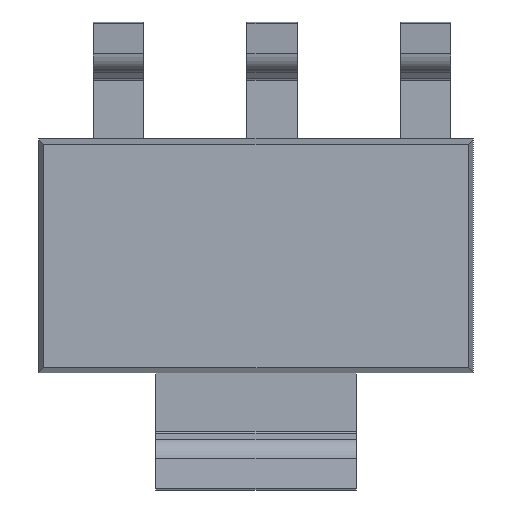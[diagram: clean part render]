
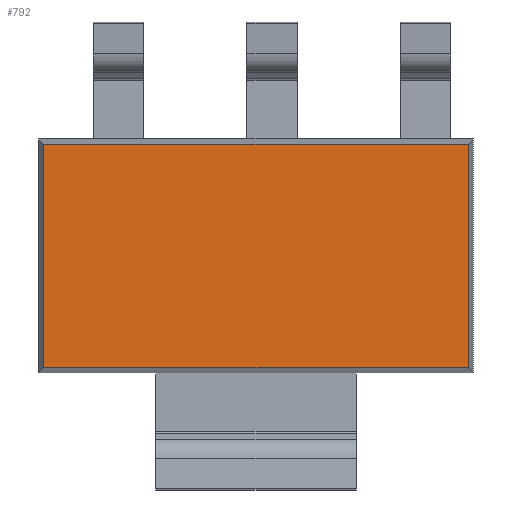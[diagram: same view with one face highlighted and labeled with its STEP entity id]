
A CAD part, front view. The second image highlights one B-rep face of the part: STEP entity #792.
In plain terms, the highlighted planar face has unit normal (0, -1, 0).
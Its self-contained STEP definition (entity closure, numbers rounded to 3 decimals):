
#27 = VECTOR ( 'NONE', #1400, 1000. ) ;
#43 = CARTESIAN_POINT ( 'NONE',  ( -3.25, 0.1, -1.675 ) ) ;
#211 = DIRECTION ( 'NONE',  ( 1., 0., 0. ) ) ;
#370 = EDGE_CURVE ( 'NONE', #957, #2109, #1834, .T. ) ;
#450 = VERTEX_POINT ( 'NONE', #796 ) ;
#463 = VECTOR ( 'NONE', #1134, 1000. ) ;
#503 = CARTESIAN_POINT ( 'NONE',  ( 3.175, 0.1, -1.75 ) ) ;
#537 = CARTESIAN_POINT ( 'NONE',  ( -3.175, 0.1, 1.75 ) ) ;
#552 = ORIENTED_EDGE ( 'NONE', *, *, #370, .T. ) ;
#604 = CARTESIAN_POINT ( 'NONE',  ( 3.175, 0.1, -1.675 ) ) ;
#701 = DIRECTION ( 'NONE',  ( 0., 0., -1. ) ) ;
#744 = LINE ( 'NONE', #899, #27 ) ;
#792 = ADVANCED_FACE ( 'NONE', ( #873 ), #895, .T. ) ;
#796 = CARTESIAN_POINT ( 'NONE',  ( -3.175, 0.1, 1.675 ) ) ;
#873 = FACE_OUTER_BOUND ( 'NONE', #1185, .T. ) ;
#895 = PLANE ( 'NONE',  #1996 ) ;
#899 = CARTESIAN_POINT ( 'NONE',  ( 3.25, 0.1, 1.675 ) ) ;
#931 = ORIENTED_EDGE ( 'NONE', *, *, #1447, .T. ) ;
#957 = VERTEX_POINT ( 'NONE', #604 ) ;
#969 = VECTOR ( 'NONE', #211, 1000. ) ;
#1134 = DIRECTION ( 'NONE',  ( 0., 0., 1. ) ) ;
#1185 = EDGE_LOOP ( 'NONE', ( #2103, #552, #931, #2084 ) ) ;
#1189 = EDGE_CURVE ( 'NONE', #2000, #957, #1415, .T. ) ;
#1212 = CARTESIAN_POINT ( 'NONE',  ( 0., 0.1, 0. ) ) ;
#1400 = DIRECTION ( 'NONE',  ( -1., 0., 0. ) ) ;
#1415 = LINE ( 'NONE', #43, #969 ) ;
#1447 = EDGE_CURVE ( 'NONE', #2109, #450, #744, .T. ) ;
#1541 = DIRECTION ( 'NONE',  ( 0., -1., 0. ) ) ;
#1589 = CARTESIAN_POINT ( 'NONE',  ( 3.175, 0.1, 1.675 ) ) ;
#1799 = EDGE_CURVE ( 'NONE', #450, #2000, #2140, .T. ) ;
#1834 = LINE ( 'NONE', #503, #463 ) ;
#1888 = CARTESIAN_POINT ( 'NONE',  ( -3.175, 0.1, -1.675 ) ) ;
#1996 = AXIS2_PLACEMENT_3D ( 'NONE', #1212, #1541, #701 ) ;
#2000 = VERTEX_POINT ( 'NONE', #1888 ) ;
#2018 = DIRECTION ( 'NONE',  ( 0., 0., -1. ) ) ;
#2032 = VECTOR ( 'NONE', #2018, 1000. ) ;
#2084 = ORIENTED_EDGE ( 'NONE', *, *, #1799, .T. ) ;
#2103 = ORIENTED_EDGE ( 'NONE', *, *, #1189, .T. ) ;
#2109 = VERTEX_POINT ( 'NONE', #1589 ) ;
#2140 = LINE ( 'NONE', #537, #2032 ) ;
